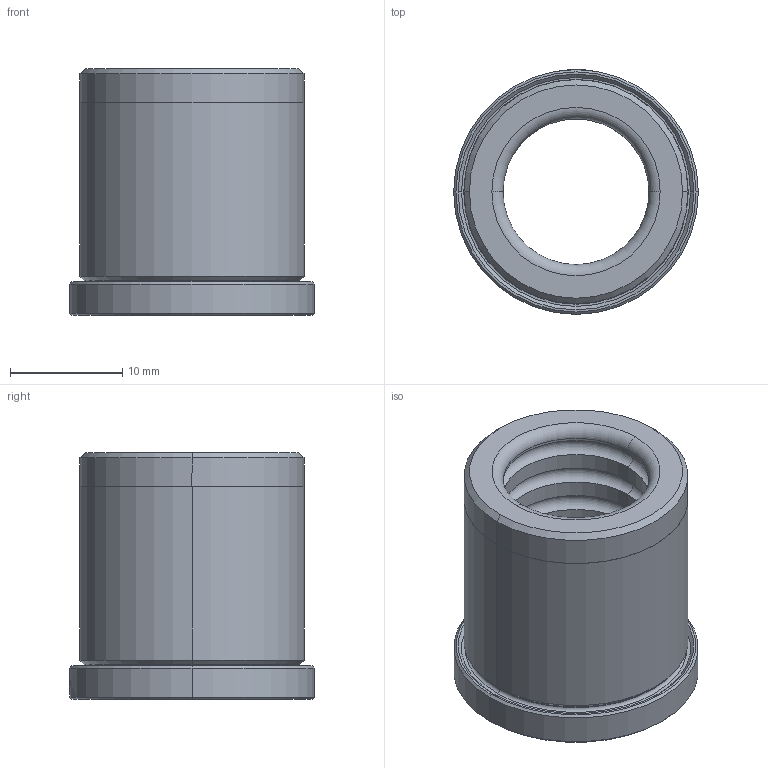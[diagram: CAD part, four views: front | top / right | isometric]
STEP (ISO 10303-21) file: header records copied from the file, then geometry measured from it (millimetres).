
FILE_DESCRIPTION (( 'STEP AP214' ), '1' );
FILE_NAME ('SGHZ-D20-d13-22.step', '2021-07-31T06:13:46', ( 'User' ), ( 'china' ), 'SwSTEP 2.0', 'SolidWorks 2016', '' );
FILE_SCHEMA (( 'AUTOMOTIVE_DESIGN' ));
Length unit declared in the file: millimetre
Products named in the file (1): SGHZ-D20-d13-22
Bounding box: 21.8 x 21.8 x 22 mm (x, y, z)
Volume: 3870.7 mm3; surface area: 3022.8 mm2
Topology: 1 solids, 1 shells, 79 faces, 172 edges, 100 vertices
Faces by surface type: cylinder 36, torus 20, plane 13, cone 10
Entity records: 2330 total; most frequent: CARTESIAN_POINT 554, DIRECTION 396, ORIENTED_EDGE 344, EDGE_CURVE 172, AXIS2_PLACEMENT_3D 168, VERTEX_POINT 100, CIRCLE 88, EDGE_LOOP 86
